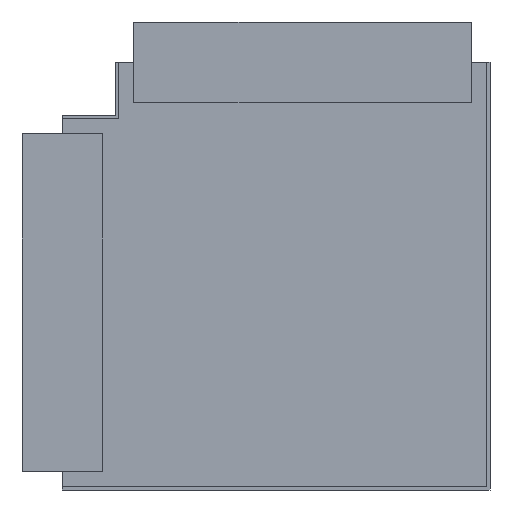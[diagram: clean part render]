
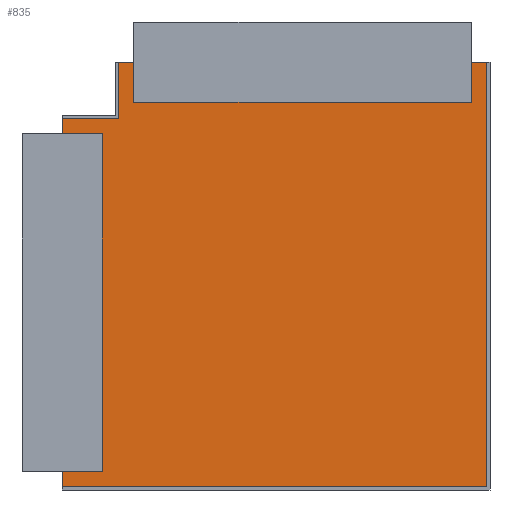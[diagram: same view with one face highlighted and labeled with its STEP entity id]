
A CAD part, front view. The second image highlights one B-rep face of the part: STEP entity #835.
In plain terms, the highlighted planar face has unit normal (0, -1, 0).
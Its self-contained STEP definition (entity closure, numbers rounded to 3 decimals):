
#15 = EDGE_CURVE ( 'NONE', #270, #584, #389, .T. ) ;
#16 = DIRECTION ( 'NONE',  ( 1., 0., 0. ) ) ;
#21 = FACE_OUTER_BOUND ( 'NONE', #102, .T. ) ;
#24 = ORIENTED_EDGE ( 'NONE', *, *, #364, .F. ) ;
#26 = CARTESIAN_POINT ( 'NONE',  ( -241., 0., 221.5 ) ) ;
#30 = AXIS2_PLACEMENT_3D ( 'NONE', #907, #516, #1167 ) ;
#35 = CARTESIAN_POINT ( 'NONE',  ( -221.5, 0., 241. ) ) ;
#38 = LINE ( 'NONE', #242, #657 ) ;
#47 = CARTESIAN_POINT ( 'NONE',  ( -266., 0., 233. ) ) ;
#53 = VECTOR ( 'NONE', #1096, 1000. ) ;
#75 = CARTESIAN_POINT ( 'NONE',  ( -266., 0., 231. ) ) ;
#88 = VERTEX_POINT ( 'NONE', #1044 ) ;
#102 = EDGE_LOOP ( 'NONE', ( #1208, #393, #687, #24, #290, #983, #1063, #115, #955, #796, #221, #810, #378, #1153 ) ) ;
#115 = ORIENTED_EDGE ( 'NONE', *, *, #842, .F. ) ;
#120 = DIRECTION ( 'NONE',  ( 1., 0., 0. ) ) ;
#137 = DIRECTION ( 'NONE',  ( 1., 0., 0. ) ) ;
#153 = VERTEX_POINT ( 'NONE', #573 ) ;
#168 = LINE ( 'NONE', #951, #892 ) ;
#177 = VERTEX_POINT ( 'NONE', #589 ) ;
#207 = EDGE_CURVE ( 'NONE', #463, #852, #610, .T. ) ;
#221 = ORIENTED_EDGE ( 'NONE', *, *, #15, .F. ) ;
#242 = CARTESIAN_POINT ( 'NONE',  ( -291., 0., 221.5 ) ) ;
#264 = DIRECTION ( 'NONE',  ( 0., 0., -1. ) ) ;
#266 = VECTOR ( 'NONE', #137, 1000. ) ;
#268 = CARTESIAN_POINT ( 'NONE',  ( -11.5, 0., 241. ) ) ;
#270 = VERTEX_POINT ( 'NONE', #509 ) ;
#274 = DIRECTION ( 'NONE',  ( 1., 0., 0. ) ) ;
#279 = DIRECTION ( 'NONE',  ( -1., 0., 0. ) ) ;
#283 = DIRECTION ( 'NONE',  ( 0., 0., -1. ) ) ;
#290 = ORIENTED_EDGE ( 'NONE', *, *, #344, .F. ) ;
#327 = EDGE_CURVE ( 'NONE', #1179, #463, #977, .T. ) ;
#339 = CARTESIAN_POINT ( 'NONE',  ( -291., 0., 11.5 ) ) ;
#341 = CARTESIAN_POINT ( 'NONE',  ( -231., 0., 266. ) ) ;
#344 = EDGE_CURVE ( 'NONE', #852, #177, #594, .T. ) ;
#347 = CARTESIAN_POINT ( 'NONE',  ( -221.5, 0., 241. ) ) ;
#364 = EDGE_CURVE ( 'NONE', #177, #513, #1052, .T. ) ;
#368 = CARTESIAN_POINT ( 'NONE',  ( 0., 0., 266. ) ) ;
#369 = EDGE_CURVE ( 'NONE', #400, #1136, #653, .T. ) ;
#378 = ORIENTED_EDGE ( 'NONE', *, *, #418, .F. ) ;
#389 = LINE ( 'NONE', #339, #1017 ) ;
#393 = ORIENTED_EDGE ( 'NONE', *, *, #369, .F. ) ;
#400 = VERTEX_POINT ( 'NONE', #943 ) ;
#411 = CARTESIAN_POINT ( 'NONE',  ( 0., 0., 266. ) ) ;
#412 = LINE ( 'NONE', #26, #757 ) ;
#418 = EDGE_CURVE ( 'NONE', #88, #502, #520, .T. ) ;
#437 = VECTOR ( 'NONE', #283, 1000. ) ;
#460 = DIRECTION ( 'NONE',  ( -1., 0., 0. ) ) ;
#463 = VERTEX_POINT ( 'NONE', #470 ) ;
#470 = CARTESIAN_POINT ( 'NONE',  ( -231., 0., 231. ) ) ;
#486 = DIRECTION ( 'NONE',  ( 0., 0., 1. ) ) ;
#502 = VERTEX_POINT ( 'NONE', #902 ) ;
#509 = CARTESIAN_POINT ( 'NONE',  ( -266., 0., 11.5 ) ) ;
#513 = VERTEX_POINT ( 'NONE', #347 ) ;
#516 = DIRECTION ( 'NONE',  ( 0., -1., 0. ) ) ;
#520 = LINE ( 'NONE', #643, #910 ) ;
#536 = VECTOR ( 'NONE', #862, 1000. ) ;
#561 = EDGE_CURVE ( 'NONE', #502, #270, #168, .T. ) ;
#562 = LINE ( 'NONE', #734, #437 ) ;
#573 = CARTESIAN_POINT ( 'NONE',  ( -266., 0., 221.5 ) ) ;
#582 = CARTESIAN_POINT ( 'NONE',  ( -221.5, 0., 241. ) ) ;
#584 = VERTEX_POINT ( 'NONE', #779 ) ;
#589 = CARTESIAN_POINT ( 'NONE',  ( -221.5, 0., 266. ) ) ;
#594 = LINE ( 'NONE', #411, #1203 ) ;
#610 = LINE ( 'NONE', #634, #1023 ) ;
#617 = CARTESIAN_POINT ( 'NONE',  ( -11.5, 0., 266. ) ) ;
#634 = CARTESIAN_POINT ( 'NONE',  ( -231., 0., 231. ) ) ;
#643 = CARTESIAN_POINT ( 'NONE',  ( -2., 0., 2. ) ) ;
#653 = LINE ( 'NONE', #268, #536 ) ;
#657 = VECTOR ( 'NONE', #460, 1000. ) ;
#687 = ORIENTED_EDGE ( 'NONE', *, *, #964, .F. ) ;
#727 = CARTESIAN_POINT ( 'NONE',  ( -2., 0., 266. ) ) ;
#734 = CARTESIAN_POINT ( 'NONE',  ( -2., 0., 266. ) ) ;
#743 = VECTOR ( 'NONE', #1003, 1000. ) ;
#749 = EDGE_CURVE ( 'NONE', #1136, #941, #914, .T. ) ;
#757 = VECTOR ( 'NONE', #769, 1000. ) ;
#769 = DIRECTION ( 'NONE',  ( 0., 0., 1. ) ) ;
#776 = CARTESIAN_POINT ( 'NONE',  ( -266., 0., 231. ) ) ;
#779 = CARTESIAN_POINT ( 'NONE',  ( -241., 0., 11.5 ) ) ;
#787 = VECTOR ( 'NONE', #120, 1000. ) ;
#796 = ORIENTED_EDGE ( 'NONE', *, *, #986, .F. ) ;
#809 = PLANE ( 'NONE',  #30 ) ;
#810 = ORIENTED_EDGE ( 'NONE', *, *, #561, .F. ) ;
#835 = ADVANCED_FACE ( 'NONE', ( #21 ), #809, .T. ) ;
#842 = EDGE_CURVE ( 'NONE', #153, #1179, #1083, .T. ) ;
#852 = VERTEX_POINT ( 'NONE', #341 ) ;
#862 = DIRECTION ( 'NONE',  ( 0., 0., 1. ) ) ;
#892 = VECTOR ( 'NONE', #486, 1000. ) ;
#902 = CARTESIAN_POINT ( 'NONE',  ( -266., 0., 2. ) ) ;
#907 = CARTESIAN_POINT ( 'NONE',  ( 0., 0., 0. ) ) ;
#910 = VECTOR ( 'NONE', #279, 1000. ) ;
#914 = LINE ( 'NONE', #368, #743 ) ;
#919 = DIRECTION ( 'NONE',  ( 0., 0., 1. ) ) ;
#941 = VERTEX_POINT ( 'NONE', #727 ) ;
#943 = CARTESIAN_POINT ( 'NONE',  ( -11.5, 0., 241. ) ) ;
#949 = VECTOR ( 'NONE', #264, 1000. ) ;
#951 = CARTESIAN_POINT ( 'NONE',  ( -266., 0., 233. ) ) ;
#955 = ORIENTED_EDGE ( 'NONE', *, *, #1005, .F. ) ;
#964 = EDGE_CURVE ( 'NONE', #513, #400, #1015, .T. ) ;
#977 = LINE ( 'NONE', #776, #787 ) ;
#983 = ORIENTED_EDGE ( 'NONE', *, *, #207, .F. ) ;
#986 = EDGE_CURVE ( 'NONE', #584, #1196, #412, .T. ) ;
#1003 = DIRECTION ( 'NONE',  ( 1., 0., 0. ) ) ;
#1005 = EDGE_CURVE ( 'NONE', #1196, #153, #38, .T. ) ;
#1015 = LINE ( 'NONE', #35, #266 ) ;
#1017 = VECTOR ( 'NONE', #274, 1000. ) ;
#1023 = VECTOR ( 'NONE', #919, 1000. ) ;
#1044 = CARTESIAN_POINT ( 'NONE',  ( -2., 0., 2. ) ) ;
#1052 = LINE ( 'NONE', #582, #949 ) ;
#1063 = ORIENTED_EDGE ( 'NONE', *, *, #327, .F. ) ;
#1083 = LINE ( 'NONE', #47, #53 ) ;
#1096 = DIRECTION ( 'NONE',  ( 0., 0., 1. ) ) ;
#1136 = VERTEX_POINT ( 'NONE', #617 ) ;
#1153 = ORIENTED_EDGE ( 'NONE', *, *, #1206, .F. ) ;
#1167 = DIRECTION ( 'NONE',  ( 0., 0., -1. ) ) ;
#1179 = VERTEX_POINT ( 'NONE', #75 ) ;
#1186 = CARTESIAN_POINT ( 'NONE',  ( -241., 0., 221.5 ) ) ;
#1196 = VERTEX_POINT ( 'NONE', #1186 ) ;
#1203 = VECTOR ( 'NONE', #16, 1000. ) ;
#1206 = EDGE_CURVE ( 'NONE', #941, #88, #562, .T. ) ;
#1208 = ORIENTED_EDGE ( 'NONE', *, *, #749, .F. ) ;
